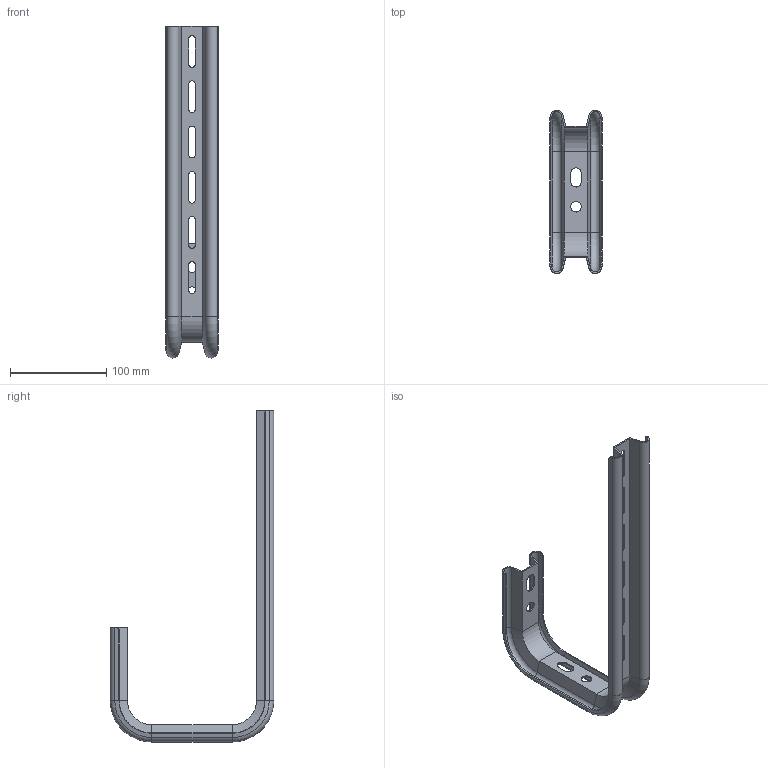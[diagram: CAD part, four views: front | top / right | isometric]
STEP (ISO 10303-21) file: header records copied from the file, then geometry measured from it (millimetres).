
FILE_DESCRIPTION (( 'STEP AP203' ), '1' );
FILE_NAME ('CLW10-VR-300 Êîíñîëü ïîòîëî÷íàÿ VR 300.STEP', '2016-04-13T12:18:46', ( '' ), ( '' ), 'SwSTEP 2.0', 'SolidWorks 2014', '' );
FILE_SCHEMA (( 'CONFIG_CONTROL_DESIGN' ));
Length unit declared in the file: millimetre
Products named in the file (1): CLW10-VR-300 Êîíñîëü ïîòîëî÷íàÿ VR 300
Bounding box: 55 x 169.97 x 344.98 mm (x, y, z)
Volume: 71306.8 mm3; surface area: 97962 mm2
Topology: 1 solids, 1 shells, 120 faces, 292 edges, 174 vertices
Faces by surface type: plane 54, cylinder 38, cone 20, torus 8
Full cylindrical faces by diameter (mm): 11 x2
Entity records: 3549 total; most frequent: DIRECTION 630, CARTESIAN_POINT 581, ORIENTED_EDGE 576, EDGE_CURVE 288, AXIS2_PLACEMENT_3D 221, LINE 188, VECTOR 188, VERTEX_POINT 172
